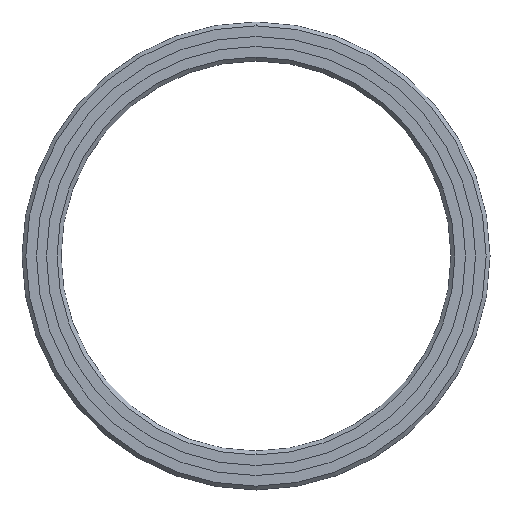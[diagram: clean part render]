
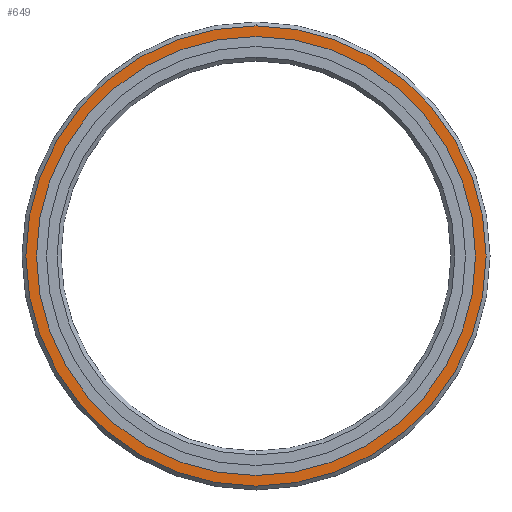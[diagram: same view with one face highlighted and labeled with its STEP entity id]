
A CAD part, front view. The second image highlights one B-rep face of the part: STEP entity #649.
In plain terms, the highlighted planar face has unit normal (0, -1, 0).
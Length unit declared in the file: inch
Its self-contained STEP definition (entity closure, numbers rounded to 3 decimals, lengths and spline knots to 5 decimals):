
#5 = DIRECTION ( 'NONE',  ( 0., -1., 0. ) ) ;
#11 = DIRECTION ( 'NONE',  ( 0., 0., 1. ) ) ;
#21 = EDGE_LOOP ( 'NONE', ( #27, #725 ) ) ;
#26 = AXIS2_PLACEMENT_3D ( 'NONE', #60, #344, #461 ) ;
#27 = ORIENTED_EDGE ( 'NONE', *, *, #533, .T. ) ;
#50 = CARTESIAN_POINT ( 'NONE',  ( 0., -0.125, 0. ) ) ;
#60 = CARTESIAN_POINT ( 'NONE',  ( 0., -0.125, 0. ) ) ;
#84 = AXIS2_PLACEMENT_3D ( 'NONE', #50, #103, #668 ) ;
#91 = EDGE_CURVE ( 'NONE', #492, #656, #175, .T. ) ;
#103 = DIRECTION ( 'NONE',  ( 0., -1., 0. ) ) ;
#145 = ORIENTED_EDGE ( 'NONE', *, *, #713, .T. ) ;
#161 = CARTESIAN_POINT ( 'NONE',  ( 0., -0.125, -1.475 ) ) ;
#175 = CIRCLE ( 'NONE', #714, 1.407 ) ;
#186 = FACE_OUTER_BOUND ( 'NONE', #341, .T. ) ;
#198 = CARTESIAN_POINT ( 'NONE',  ( 0., -0.125, 0. ) ) ;
#200 = DIRECTION ( 'NONE',  ( 0., 0., 1. ) ) ;
#306 = AXIS2_PLACEMENT_3D ( 'NONE', #643, #5, #472 ) ;
#321 = CARTESIAN_POINT ( 'NONE',  ( 0., -0.125, 0. ) ) ;
#327 = EDGE_CURVE ( 'NONE', #356, #527, #480, .T. ) ;
#341 = EDGE_LOOP ( 'NONE', ( #145, #481 ) ) ;
#344 = DIRECTION ( 'NONE',  ( 0., -1., 0. ) ) ;
#356 = VERTEX_POINT ( 'NONE', #161 ) ;
#363 = CIRCLE ( 'NONE', #407, 1.407 ) ;
#407 = AXIS2_PLACEMENT_3D ( 'NONE', #198, #633, #11 ) ;
#461 = DIRECTION ( 'NONE',  ( 0., 0., -1. ) ) ;
#472 = DIRECTION ( 'NONE',  ( 0., 0., -1. ) ) ;
#480 = CIRCLE ( 'NONE', #84, 1.475 ) ;
#481 = ORIENTED_EDGE ( 'NONE', *, *, #327, .T. ) ;
#492 = VERTEX_POINT ( 'NONE', #586 ) ;
#522 = FACE_BOUND ( 'NONE', #21, .T. ) ;
#527 = VERTEX_POINT ( 'NONE', #583 ) ;
#530 = PLANE ( 'NONE',  #306 ) ;
#533 = EDGE_CURVE ( 'NONE', #656, #492, #363, .T. ) ;
#583 = CARTESIAN_POINT ( 'NONE',  ( 0., -0.125, 1.475 ) ) ;
#586 = CARTESIAN_POINT ( 'NONE',  ( 0., -0.125, -1.407 ) ) ;
#633 = DIRECTION ( 'NONE',  ( 0., 1., 0. ) ) ;
#643 = CARTESIAN_POINT ( 'NONE',  ( 0., -0.125, 1.5 ) ) ;
#649 = ADVANCED_FACE ( 'NONE', ( #186, #522 ), #530, .T. ) ;
#656 = VERTEX_POINT ( 'NONE', #689 ) ;
#668 = DIRECTION ( 'NONE',  ( 0., 0., -1. ) ) ;
#689 = CARTESIAN_POINT ( 'NONE',  ( 0., -0.125, 1.407 ) ) ;
#693 = CIRCLE ( 'NONE', #26, 1.475 ) ;
#709 = DIRECTION ( 'NONE',  ( 0., 1., 0. ) ) ;
#713 = EDGE_CURVE ( 'NONE', #527, #356, #693, .T. ) ;
#714 = AXIS2_PLACEMENT_3D ( 'NONE', #321, #709, #200 ) ;
#725 = ORIENTED_EDGE ( 'NONE', *, *, #91, .T. ) ;
